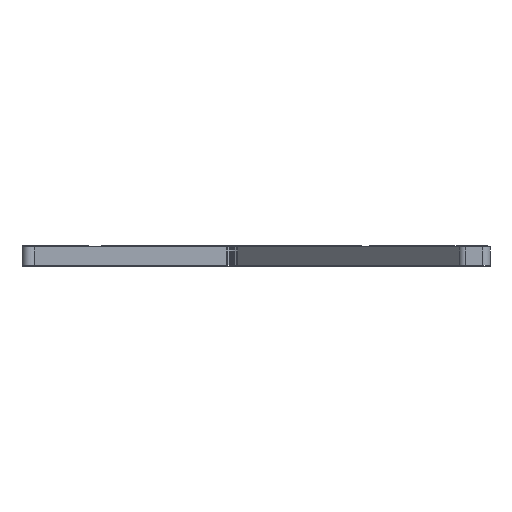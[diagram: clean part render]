
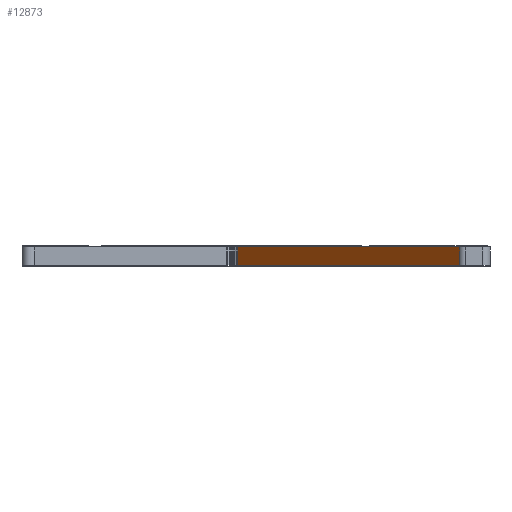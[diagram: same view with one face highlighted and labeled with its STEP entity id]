
A CAD part, left-side view. The second image highlights one B-rep face of the part: STEP entity #12873.
In plain terms, the highlighted planar face has unit normal (-0.643, 0.766, 0).
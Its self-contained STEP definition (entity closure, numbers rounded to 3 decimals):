
#12846 = VERTEX_POINT('',#12847);
#12847 = CARTESIAN_POINT('',(0.214,2.467,1.516));
#12854 = EDGE_CURVE('',#12855,#12846,#12857,.T.);
#12855 = VERTEX_POINT('',#12856);
#12856 = CARTESIAN_POINT('',(0.214,2.467,0.));
#12857 = LINE('',#12858,#12859);
#12858 = CARTESIAN_POINT('',(0.214,2.467,0.));
#12859 = VECTOR('',#12860,1.);
#12860 = DIRECTION('',(0.,0.,1.));
#12873 = ADVANCED_FACE('',(#12874),#12899,.T.);
#12874 = FACE_BOUND('',#12875,.T.);
#12875 = EDGE_LOOP('',(#12876,#12877,#12885,#12893));
#12876 = ORIENTED_EDGE('',*,*,#12854,.T.);
#12877 = ORIENTED_EDGE('',*,*,#12878,.T.);
#12878 = EDGE_CURVE('',#12846,#12879,#12881,.T.);
#12879 = VERTEX_POINT('',#12880);
#12880 = CARTESIAN_POINT('',(21.913,20.675,1.516));
#12881 = LINE('',#12882,#12883);
#12882 = CARTESIAN_POINT('',(0.214,2.467,1.516));
#12883 = VECTOR('',#12884,1.);
#12884 = DIRECTION('',(0.766,0.643,0.));
#12885 = ORIENTED_EDGE('',*,*,#12886,.F.);
#12886 = EDGE_CURVE('',#12887,#12879,#12889,.T.);
#12887 = VERTEX_POINT('',#12888);
#12888 = CARTESIAN_POINT('',(21.913,20.675,0.));
#12889 = LINE('',#12890,#12891);
#12890 = CARTESIAN_POINT('',(21.913,20.675,0.));
#12891 = VECTOR('',#12892,1.);
#12892 = DIRECTION('',(0.,0.,1.));
#12893 = ORIENTED_EDGE('',*,*,#12894,.F.);
#12894 = EDGE_CURVE('',#12855,#12887,#12895,.T.);
#12895 = LINE('',#12896,#12897);
#12896 = CARTESIAN_POINT('',(0.214,2.467,0.));
#12897 = VECTOR('',#12898,1.);
#12898 = DIRECTION('',(0.766,0.643,0.));
#12899 = PLANE('',#12900);
#12900 = AXIS2_PLACEMENT_3D('',#12901,#12902,#12903);
#12901 = CARTESIAN_POINT('',(0.214,2.467,0.));
#12902 = DIRECTION('',(-0.643,0.766,0.));
#12903 = DIRECTION('',(0.766,0.643,0.));
